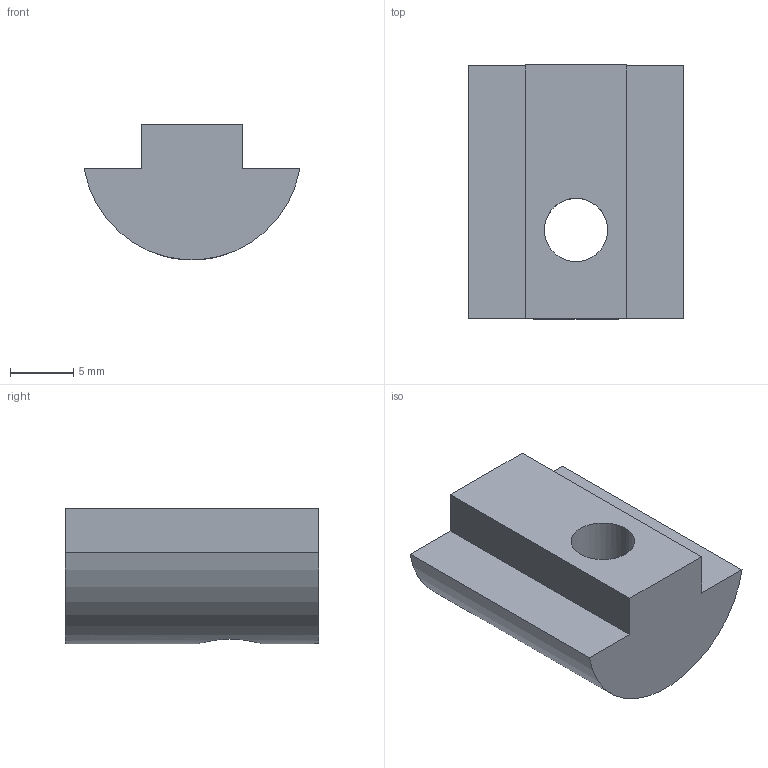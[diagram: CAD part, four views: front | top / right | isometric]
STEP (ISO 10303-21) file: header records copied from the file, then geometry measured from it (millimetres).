
FILE_DESCRIPTION((''),'2;1');
FILE_NAME('SV2000V.stp','2009-11-25T09:49:05',(''),(''),'Mechanical Desktop 2007','Mechanical Desktop 2007',', , ');
FILE_SCHEMA(('CONFIG_CONTROL_DESIGN'));
Length unit declared in the file: millimetre
Products named in the file (1): SV2000V
Bounding box: 17 x 20 x 10.7 mm (x, y, z)
Volume: 2198.3 mm3; surface area: 1330.8 mm2
Topology: 1 solids, 1 shells, 10 faces, 24 edges, 16 vertices
Faces by surface type: plane 7, cylinder 3
Entity records: 453 total; most frequent: CARTESIAN_POINT 117, DIRECTION 48, ORIENTED_EDGE 48, EDGE_CURVE 24, VECTOR 18, LINE 18, VERTEX_POINT 16, AXIS2_PLACEMENT_3D 15
